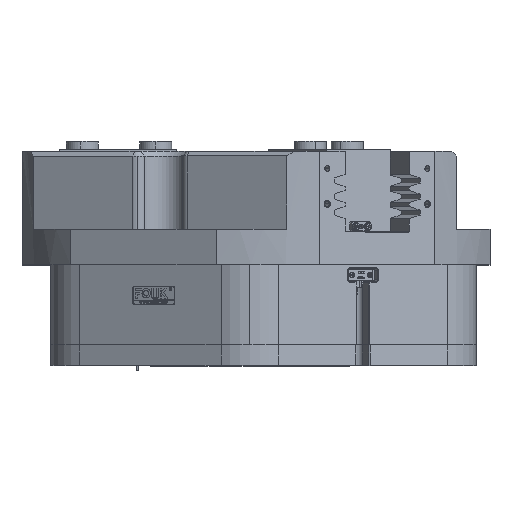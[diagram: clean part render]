
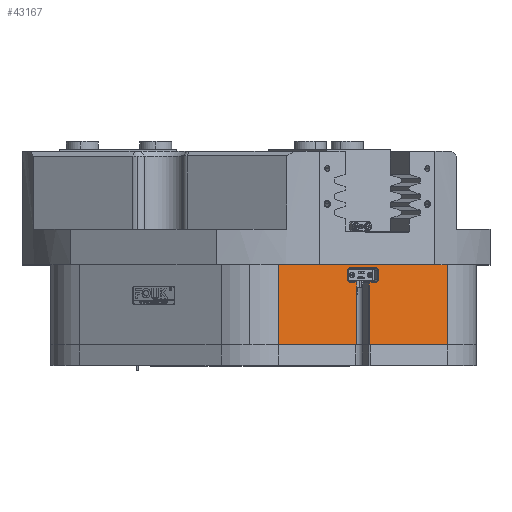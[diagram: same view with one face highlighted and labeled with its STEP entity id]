
A CAD part, top view. The second image highlights one B-rep face of the part: STEP entity #43167.
In plain terms, the highlighted planar face has unit normal (0.5, 0, 0.866).
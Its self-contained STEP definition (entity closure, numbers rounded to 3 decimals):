
#37 = DIRECTION ( 'NONE',  ( 0., 1., 0. ) ) ;
#137 = CARTESIAN_POINT ( 'NONE',  ( 17., 0., 200.341 ) ) ;
#642 = VECTOR ( 'NONE', #36004, 1000. ) ;
#1189 = VERTEX_POINT ( 'NONE', #7894 ) ;
#1202 = CARTESIAN_POINT ( 'NONE',  ( 104.25, 57., 149.967 ) ) ;
#1319 = CIRCLE ( 'NONE', #11436, 2.3 ) ;
#1377 = DIRECTION ( 'NONE',  ( 0., -1., 0. ) ) ;
#2346 = CIRCLE ( 'NONE', #8830, 2.3 ) ;
#2668 = CARTESIAN_POINT ( 'NONE',  ( 364., 0., 0. ) ) ;
#2670 = EDGE_CURVE ( 'NONE', #1189, #12541, #1319, .T. ) ;
#2969 = DIRECTION ( 'NONE',  ( 0.5, 0., 0.866 ) ) ;
#3656 = EDGE_CURVE ( 'NONE', #14461, #27552, #14637, .T. ) ;
#4188 = DIRECTION ( 'NONE',  ( 0.866, 0., -0.5 ) ) ;
#4453 = CARTESIAN_POINT ( 'NONE',  ( 165., 70., 114.893 ) ) ;
#5354 = VECTOR ( 'NONE', #49180, 1000. ) ;
#5716 = EDGE_CURVE ( 'NONE', #27552, #15612, #50745, .T. ) ;
#5750 = VECTOR ( 'NONE', #54419, 1000. ) ;
#6161 = DIRECTION ( 'NONE',  ( 0.866, 0., -0.5 ) ) ;
#7168 = ORIENTED_EDGE ( 'NONE', *, *, #49493, .T. ) ;
#7206 = ORIENTED_EDGE ( 'NONE', *, *, #33870, .T. ) ;
#7310 = VERTEX_POINT ( 'NONE', #45556 ) ;
#7344 = CARTESIAN_POINT ( 'NONE',  ( 102.258, 54.7, 151.117 ) ) ;
#7894 = CARTESIAN_POINT ( 'NONE',  ( 79.742, 54.7, 164.117 ) ) ;
#8051 = PLANE ( 'NONE',  #44226 ) ;
#8830 = AXIS2_PLACEMENT_3D ( 'NONE', #27342, #13469, #4188 ) ;
#9045 = DIRECTION ( 'NONE',  ( 0.5, 0., 0.866 ) ) ;
#9568 = LINE ( 'NONE', #14350, #48849 ) ;
#10117 = CARTESIAN_POINT ( 'NONE',  ( 84.938, 54.7, 161.117 ) ) ;
#10188 = EDGE_LOOP ( 'NONE', ( #25049, #27190, #34659, #53879, #17522, #32488, #59874, #34143, #7206, #56282, #31033, #29336, #36634, #50318, #25211, #7168, #40601, #48652 ) ) ;
#10252 = DIRECTION ( 'NONE',  ( -0.866, 0., 0.5 ) ) ;
#10328 = CARTESIAN_POINT ( 'NONE',  ( 104.25, 57., 149.967 ) ) ;
#10416 = VECTOR ( 'NONE', #45216, 1000. ) ;
#10451 = EDGE_CURVE ( 'NONE', #7310, #56050, #59195, .T. ) ;
#10505 = DIRECTION ( 'NONE',  ( 0., -1., 0. ) ) ;
#10564 = CARTESIAN_POINT ( 'NONE',  ( 102.258, 67.3, 151.117 ) ) ;
#11295 = VERTEX_POINT ( 'NONE', #14100 ) ;
#11335 = VECTOR ( 'NONE', #1377, 1000. ) ;
#11436 = AXIS2_PLACEMENT_3D ( 'NONE', #13391, #36194, #54869 ) ;
#12466 = EDGE_CURVE ( 'NONE', #50118, #14461, #40318, .T. ) ;
#12541 = VERTEX_POINT ( 'NONE', #25982 ) ;
#13391 = CARTESIAN_POINT ( 'NONE',  ( 79.742, 57., 164.117 ) ) ;
#13469 = DIRECTION ( 'NONE',  ( -0.5, 0., -0.866 ) ) ;
#14100 = CARTESIAN_POINT ( 'NONE',  ( 165., 70., 114.893 ) ) ;
#14350 = CARTESIAN_POINT ( 'NONE',  ( 364., 70., 0. ) ) ;
#14461 = VERTEX_POINT ( 'NONE', #10328 ) ;
#14637 = CIRCLE ( 'NONE', #46551, 2.3 ) ;
#15612 = VERTEX_POINT ( 'NONE', #28021 ) ;
#16088 = VERTEX_POINT ( 'NONE', #42772 ) ;
#16252 = LINE ( 'NONE', #36247, #10416 ) ;
#16933 = AXIS2_PLACEMENT_3D ( 'NONE', #45555, #36174, #22377 ) ;
#17522 = ORIENTED_EDGE ( 'NONE', *, *, #2670, .T. ) ;
#17751 = VECTOR ( 'NONE', #10252, 1000. ) ;
#17917 = EDGE_CURVE ( 'NONE', #12541, #46279, #33213, .T. ) ;
#18066 = VERTEX_POINT ( 'NONE', #10564 ) ;
#19850 = CARTESIAN_POINT ( 'NONE',  ( 17., 70., 200.341 ) ) ;
#20240 = CIRCLE ( 'NONE', #30315, 2.3 ) ;
#21455 = DIRECTION ( 'NONE',  ( -0.5, 0., -0.866 ) ) ;
#21945 = CARTESIAN_POINT ( 'NONE',  ( 96.456, 0., 154.467 ) ) ;
#22377 = DIRECTION ( 'NONE',  ( 0.866, 0., -0.5 ) ) ;
#22997 = VECTOR ( 'NONE', #37, 1000. ) ;
#25049 = ORIENTED_EDGE ( 'NONE', *, *, #10451, .F. ) ;
#25211 = ORIENTED_EDGE ( 'NONE', *, *, #60200, .F. ) ;
#25747 = EDGE_CURVE ( 'NONE', #48451, #18066, #42346, .T. ) ;
#25982 = CARTESIAN_POINT ( 'NONE',  ( 77.75, 57., 165.267 ) ) ;
#26337 = DIRECTION ( 'NONE',  ( 0.866, 0., -0.5 ) ) ;
#26551 = LINE ( 'NONE', #38137, #17751 ) ;
#26640 = CARTESIAN_POINT ( 'NONE',  ( 85.544, 54., 160.767 ) ) ;
#26643 = DIRECTION ( 'NONE',  ( 0., -1., 0. ) ) ;
#26781 = CARTESIAN_POINT ( 'NONE',  ( 364., 70., 0. ) ) ;
#26838 = DIRECTION ( 'NONE',  ( 0., 1., 0. ) ) ;
#26962 = EDGE_CURVE ( 'NONE', #59813, #44427, #42223, .T. ) ;
#27190 = ORIENTED_EDGE ( 'NONE', *, *, #45839, .T. ) ;
#27342 = CARTESIAN_POINT ( 'NONE',  ( 79.742, 65., 164.117 ) ) ;
#27388 = CARTESIAN_POINT ( 'NONE',  ( 165., 0., 114.893 ) ) ;
#27443 = VERTEX_POINT ( 'NONE', #34421 ) ;
#27552 = VERTEX_POINT ( 'NONE', #7344 ) ;
#28021 = CARTESIAN_POINT ( 'NONE',  ( 97.062, 54.7, 154.117 ) ) ;
#29336 = ORIENTED_EDGE ( 'NONE', *, *, #5716, .T. ) ;
#30270 = CARTESIAN_POINT ( 'NONE',  ( 364., 67.3, 0. ) ) ;
#30315 = AXIS2_PLACEMENT_3D ( 'NONE', #54336, #21455, #48902 ) ;
#30485 = LINE ( 'NONE', #26640, #5750 ) ;
#30741 = VECTOR ( 'NONE', #6161, 1000. ) ;
#31033 = ORIENTED_EDGE ( 'NONE', *, *, #3656, .T. ) ;
#32488 = ORIENTED_EDGE ( 'NONE', *, *, #17917, .T. ) ;
#32971 = CARTESIAN_POINT ( 'NONE',  ( 77.75, 65., 165.267 ) ) ;
#33213 = LINE ( 'NONE', #32971, #22997 ) ;
#33870 = EDGE_CURVE ( 'NONE', #18066, #50118, #20240, .T. ) ;
#33875 = CARTESIAN_POINT ( 'NONE',  ( 104.25, 65., 149.967 ) ) ;
#34143 = ORIENTED_EDGE ( 'NONE', *, *, #25747, .T. ) ;
#34421 = CARTESIAN_POINT ( 'NONE',  ( 17., 70., 200.341 ) ) ;
#34659 = ORIENTED_EDGE ( 'NONE', *, *, #26962, .T. ) ;
#35517 = DIRECTION ( 'NONE',  ( -0.5, 0., -0.866 ) ) ;
#36004 = DIRECTION ( 'NONE',  ( -0.866, 0., 0.5 ) ) ;
#36174 = DIRECTION ( 'NONE',  ( 0.5, 0., 0.866 ) ) ;
#36194 = DIRECTION ( 'NONE',  ( -0.5, 0., -0.866 ) ) ;
#36247 = CARTESIAN_POINT ( 'NONE',  ( 364., 0., 0. ) ) ;
#36302 = CARTESIAN_POINT ( 'NONE',  ( 102.258, 57., 151.117 ) ) ;
#36634 = ORIENTED_EDGE ( 'NONE', *, *, #42548, .T. ) ;
#37756 = DIRECTION ( 'NONE',  ( -0.866, 0., 0.5 ) ) ;
#38137 = CARTESIAN_POINT ( 'NONE',  ( 79.742, 54.7, 164.117 ) ) ;
#38265 = LINE ( 'NONE', #19850, #11335 ) ;
#38412 = CARTESIAN_POINT ( 'NONE',  ( 85.544, 54., 160.767 ) ) ;
#40186 = VERTEX_POINT ( 'NONE', #55252 ) ;
#40318 = LINE ( 'NONE', #1202, #44682 ) ;
#40601 = ORIENTED_EDGE ( 'NONE', *, *, #44240, .T. ) ;
#41782 = DIRECTION ( 'NONE',  ( 0.866, 0., -0.5 ) ) ;
#42223 = CIRCLE ( 'NONE', #54582, 0.7 ) ;
#42346 = LINE ( 'NONE', #30270, #30741 ) ;
#42548 = EDGE_CURVE ( 'NONE', #15612, #16088, #58783, .T. ) ;
#42573 = VECTOR ( 'NONE', #26838, 1000. ) ;
#42772 = CARTESIAN_POINT ( 'NONE',  ( 96.456, 54., 154.467 ) ) ;
#43150 = CARTESIAN_POINT ( 'NONE',  ( 79.742, 67.3, 164.117 ) ) ;
#43167 = ADVANCED_FACE ( 'NONE', ( #55736 ), #8051, .T. ) ;
#44226 = AXIS2_PLACEMENT_3D ( 'NONE', #26781, #9045, #41782 ) ;
#44240 = EDGE_CURVE ( 'NONE', #11295, #27443, #9568, .T. ) ;
#44427 = VERTEX_POINT ( 'NONE', #10117 ) ;
#44682 = VECTOR ( 'NONE', #10505, 1000. ) ;
#45216 = DIRECTION ( 'NONE',  ( -0.866, 0., 0.5 ) ) ;
#45483 = DIRECTION ( 'NONE',  ( 0.866, 0., -0.5 ) ) ;
#45555 = CARTESIAN_POINT ( 'NONE',  ( 97.062, 54., 154.117 ) ) ;
#45556 = CARTESIAN_POINT ( 'NONE',  ( 85.544, 0., 160.767 ) ) ;
#45839 = EDGE_CURVE ( 'NONE', #7310, #59813, #30485, .T. ) ;
#46279 = VERTEX_POINT ( 'NONE', #57671 ) ;
#46551 = AXIS2_PLACEMENT_3D ( 'NONE', #36302, #35517, #45483 ) ;
#48451 = VERTEX_POINT ( 'NONE', #43150 ) ;
#48652 = ORIENTED_EDGE ( 'NONE', *, *, #54877, .T. ) ;
#48849 = VECTOR ( 'NONE', #37756, 1000. ) ;
#48902 = DIRECTION ( 'NONE',  ( 0.866, 0., -0.5 ) ) ;
#49180 = DIRECTION ( 'NONE',  ( -0.866, 0., 0.5 ) ) ;
#49417 = EDGE_CURVE ( 'NONE', #16088, #40186, #51273, .T. ) ;
#49493 = EDGE_CURVE ( 'NONE', #56012, #11295, #54904, .T. ) ;
#49836 = VECTOR ( 'NONE', #26643, 1000. ) ;
#50118 = VERTEX_POINT ( 'NONE', #33875 ) ;
#50155 = EDGE_CURVE ( 'NONE', #44427, #1189, #26551, .T. ) ;
#50318 = ORIENTED_EDGE ( 'NONE', *, *, #49417, .T. ) ;
#50745 = LINE ( 'NONE', #54868, #642 ) ;
#51273 = LINE ( 'NONE', #21945, #49836 ) ;
#53340 = CARTESIAN_POINT ( 'NONE',  ( 84.938, 54., 161.117 ) ) ;
#53879 = ORIENTED_EDGE ( 'NONE', *, *, #50155, .T. ) ;
#54336 = CARTESIAN_POINT ( 'NONE',  ( 102.258, 65., 151.117 ) ) ;
#54419 = DIRECTION ( 'NONE',  ( 0., 1., 0. ) ) ;
#54582 = AXIS2_PLACEMENT_3D ( 'NONE', #53340, #2969, #26337 ) ;
#54868 = CARTESIAN_POINT ( 'NONE',  ( 97.062, 54.7, 154.117 ) ) ;
#54869 = DIRECTION ( 'NONE',  ( 0.866, 0., -0.5 ) ) ;
#54877 = EDGE_CURVE ( 'NONE', #27443, #56050, #38265, .T. ) ;
#54904 = LINE ( 'NONE', #4453, #42573 ) ;
#55252 = CARTESIAN_POINT ( 'NONE',  ( 96.456, 0., 154.467 ) ) ;
#55736 = FACE_OUTER_BOUND ( 'NONE', #10188, .T. ) ;
#56012 = VERTEX_POINT ( 'NONE', #27388 ) ;
#56050 = VERTEX_POINT ( 'NONE', #137 ) ;
#56282 = ORIENTED_EDGE ( 'NONE', *, *, #12466, .T. ) ;
#57148 = EDGE_CURVE ( 'NONE', #46279, #48451, #2346, .T. ) ;
#57671 = CARTESIAN_POINT ( 'NONE',  ( 77.75, 65., 165.267 ) ) ;
#58783 = CIRCLE ( 'NONE', #16933, 0.7 ) ;
#59195 = LINE ( 'NONE', #2668, #5354 ) ;
#59813 = VERTEX_POINT ( 'NONE', #38412 ) ;
#59874 = ORIENTED_EDGE ( 'NONE', *, *, #57148, .T. ) ;
#60200 = EDGE_CURVE ( 'NONE', #56012, #40186, #16252, .T. ) ;
